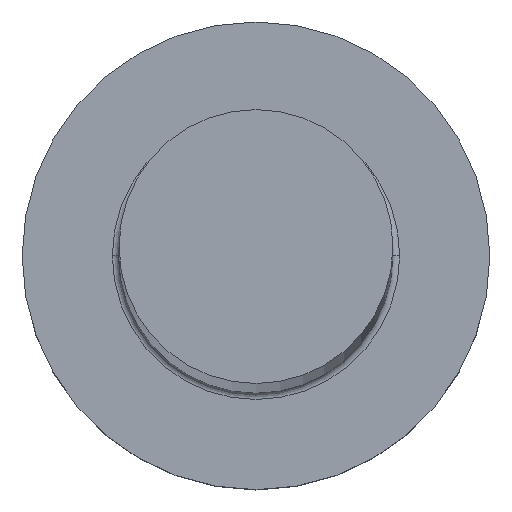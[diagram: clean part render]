
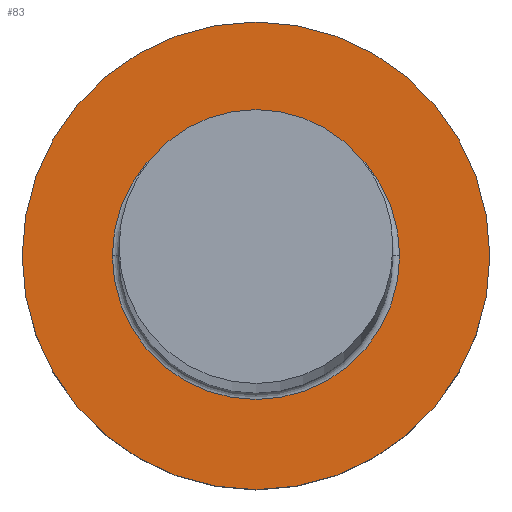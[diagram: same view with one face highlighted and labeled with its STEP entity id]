
A CAD part, top view. The second image highlights one B-rep face of the part: STEP entity #83.
In plain terms, the highlighted planar face has unit normal (0, 0, 1).
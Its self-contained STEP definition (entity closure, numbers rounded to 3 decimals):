
#1 = CARTESIAN_POINT ( 'NONE',  ( 4.3, 0., 5. ) ) ;
#2 = CARTESIAN_POINT ( 'NONE',  ( 0., 0., 5. ) ) ;
#29 = PLANE ( 'NONE',  #41 ) ;
#34 = CARTESIAN_POINT ( 'NONE',  ( -7., 0., 5. ) ) ;
#39 = ORIENTED_EDGE ( 'NONE', *, *, #159, .T. ) ;
#41 = AXIS2_PLACEMENT_3D ( 'NONE', #92, #124, #182 ) ;
#44 = CIRCLE ( 'NONE', #62, 7. ) ;
#61 = EDGE_LOOP ( 'NONE', ( #70, #283 ) ) ;
#62 = AXIS2_PLACEMENT_3D ( 'NONE', #2, #82, #243 ) ;
#67 = FACE_OUTER_BOUND ( 'NONE', #174, .T. ) ;
#69 = DIRECTION ( 'NONE',  ( 0., 0., -1. ) ) ;
#70 = ORIENTED_EDGE ( 'NONE', *, *, #81, .T. ) ;
#73 = DIRECTION ( 'NONE',  ( 0., 0., -1. ) ) ;
#81 = EDGE_CURVE ( 'NONE', #231, #203, #88, .T. ) ;
#82 = DIRECTION ( 'NONE',  ( 0., 0., 1. ) ) ;
#83 = ADVANCED_FACE ( 'NONE', ( #304, #67 ), #29, .T. ) ;
#88 = CIRCLE ( 'NONE', #208, 4.3 ) ;
#92 = CARTESIAN_POINT ( 'NONE',  ( 0., 0., 5. ) ) ;
#96 = CIRCLE ( 'NONE', #117, 4.3 ) ;
#101 = CARTESIAN_POINT ( 'NONE',  ( -4.3, 0., 5. ) ) ;
#113 = VERTEX_POINT ( 'NONE', #147 ) ;
#117 = AXIS2_PLACEMENT_3D ( 'NONE', #209, #69, #128 ) ;
#124 = DIRECTION ( 'NONE',  ( 0., 0., 1. ) ) ;
#128 = DIRECTION ( 'NONE',  ( 1., 0., 0. ) ) ;
#138 = EDGE_CURVE ( 'NONE', #203, #231, #96, .T. ) ;
#141 = AXIS2_PLACEMENT_3D ( 'NONE', #287, #152, #289 ) ;
#147 = CARTESIAN_POINT ( 'NONE',  ( 7., 0., 5. ) ) ;
#152 = DIRECTION ( 'NONE',  ( 0., 0., 1. ) ) ;
#159 = EDGE_CURVE ( 'NONE', #224, #113, #44, .T. ) ;
#174 = EDGE_LOOP ( 'NONE', ( #39, #253 ) ) ;
#182 = DIRECTION ( 'NONE',  ( 1., 0., 0. ) ) ;
#203 = VERTEX_POINT ( 'NONE', #101 ) ;
#208 = AXIS2_PLACEMENT_3D ( 'NONE', #258, #73, #275 ) ;
#209 = CARTESIAN_POINT ( 'NONE',  ( 0., 0., 5. ) ) ;
#221 = EDGE_CURVE ( 'NONE', #113, #224, #270, .T. ) ;
#224 = VERTEX_POINT ( 'NONE', #34 ) ;
#231 = VERTEX_POINT ( 'NONE', #1 ) ;
#243 = DIRECTION ( 'NONE',  ( 1., 0., 0. ) ) ;
#253 = ORIENTED_EDGE ( 'NONE', *, *, #221, .T. ) ;
#258 = CARTESIAN_POINT ( 'NONE',  ( 0., 0., 5. ) ) ;
#270 = CIRCLE ( 'NONE', #141, 7. ) ;
#275 = DIRECTION ( 'NONE',  ( 1., 0., 0. ) ) ;
#283 = ORIENTED_EDGE ( 'NONE', *, *, #138, .T. ) ;
#287 = CARTESIAN_POINT ( 'NONE',  ( 0., 0., 5. ) ) ;
#289 = DIRECTION ( 'NONE',  ( 1., 0., 0. ) ) ;
#304 = FACE_BOUND ( 'NONE', #61, .T. ) ;
